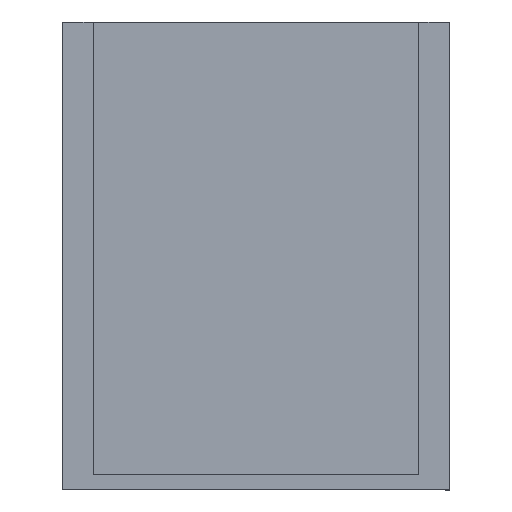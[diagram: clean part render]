
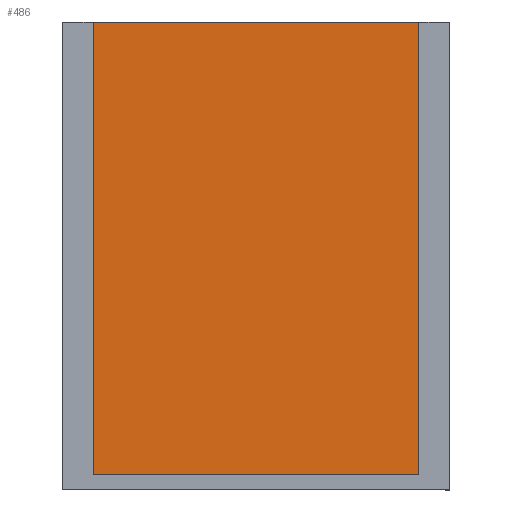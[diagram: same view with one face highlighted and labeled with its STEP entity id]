
A CAD part, top view. The second image highlights one B-rep face of the part: STEP entity #486.
In plain terms, the highlighted planar face has unit normal (0, 0, 1).
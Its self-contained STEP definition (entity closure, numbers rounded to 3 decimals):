
#26=PLANE('',#538);
#54=FACE_OUTER_BOUND('',#82,.T.);
#82=EDGE_LOOP('',(#387,#388,#389,#390));
#112=LINE('',#711,#174);
#128=LINE('',#743,#190);
#133=LINE('',#753,#195);
#134=LINE('',#754,#196);
#174=VECTOR('',#580,10.);
#190=VECTOR('',#606,10.);
#195=VECTOR('',#615,10.);
#196=VECTOR('',#616,10.);
#242=VERTEX_POINT('',#708);
#243=VERTEX_POINT('',#710);
#254=VERTEX_POINT('',#742);
#257=VERTEX_POINT('',#752);
#288=EDGE_CURVE('',#243,#242,#112,.T.);
#304=EDGE_CURVE('',#254,#243,#128,.T.);
#309=EDGE_CURVE('',#242,#257,#133,.T.);
#310=EDGE_CURVE('',#257,#254,#134,.T.);
#387=ORIENTED_EDGE('',*,*,#288,.T.);
#388=ORIENTED_EDGE('',*,*,#309,.T.);
#389=ORIENTED_EDGE('',*,*,#310,.T.);
#390=ORIENTED_EDGE('',*,*,#304,.T.);
#486=ADVANCED_FACE('',(#54),#26,.T.);
#538=AXIS2_PLACEMENT_3D('',#751,#613,#614);
#580=DIRECTION('',(1.,0.,0.));
#606=DIRECTION('',(0.,-1.,0.));
#613=DIRECTION('center_axis',(0.,0.,1.));
#614=DIRECTION('ref_axis',(1.,0.,0.));
#615=DIRECTION('',(0.,1.,0.));
#616=DIRECTION('',(-1.,0.,0.));
#708=CARTESIAN_POINT('',(24.,-28.2,32.));
#710=CARTESIAN_POINT('',(-24.,-28.2,32.));
#711=CARTESIAN_POINT('',(-12.5,-28.2,32.));
#742=CARTESIAN_POINT('',(-24.,30.2,32.));
#743=CARTESIAN_POINT('',(-24.,-15.1,32.));
#751=CARTESIAN_POINT('Origin',(0.,0.,
32.));
#752=CARTESIAN_POINT('',(24.,30.2,32.));
#753=CARTESIAN_POINT('',(24.,-15.1,32.));
#754=CARTESIAN_POINT('',(25.,30.2,32.));
